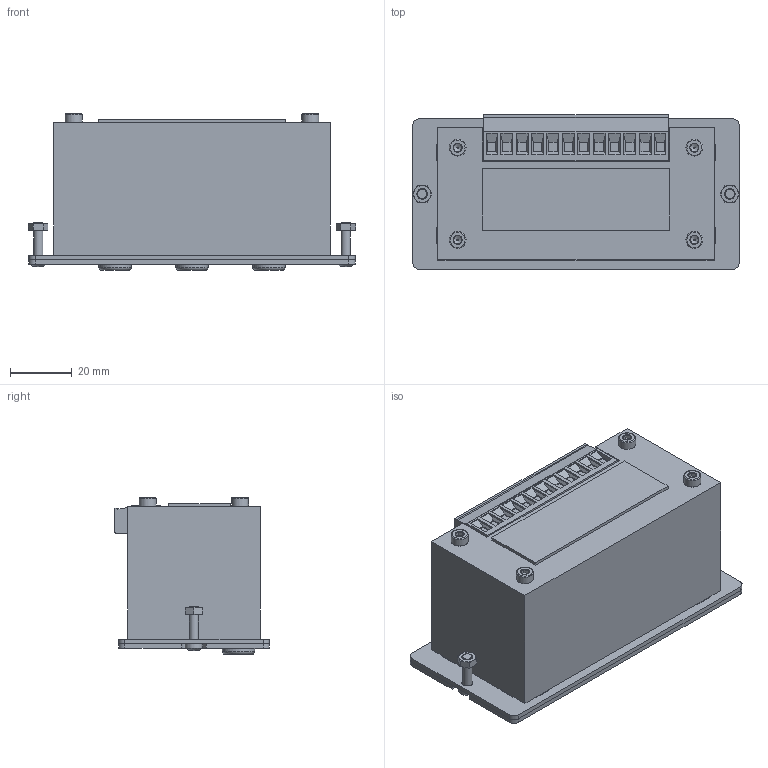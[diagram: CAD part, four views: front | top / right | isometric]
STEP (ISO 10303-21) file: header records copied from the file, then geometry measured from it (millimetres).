
FILE_DESCRIPTION(('FreeCAD Model'),'2;1');
FILE_NAME('Open CASCADE Shape Model','2023-03-20T13:21:09',(''),(''), 'Open CASCADE STEP processor 7.6','FreeCAD','Unknown');
FILE_SCHEMA(('AUTOMOTIVE_DESIGN { 1 0 10303 214 1 1 1 1 }'));
Length unit declared in the file: millimetre
Products named in the file (25): ZV300_wo_holder; PCHSN-10-004; PCHSN-10-003; PCHSN-20-003; PCHSN-10-001; PCHSN-10-002; PCHSN-20-001; PCHSN-20-002; 2EDGK-5.0; PCHSN-20-004; Z010-4_001; Z010_nut_001; zv300p_001; Z010-4_002; Z010-4_003; Z010_nut_003; zv300m_001; sticker_back_001; M3x8-Screw; Z010_nut_002; M3-Nut; box_wo_holder_Body_001; M3x12-Screw; sticker_front2_Body_001; panel4_FrontPanel_001
Assembly tree (29 placements, depth 2):
  ZV300_wo_holder
    PCHSN-10-004
    PCHSN-10-003
    PCHSN-20-003
    PCHSN-10-001
    PCHSN-10-002
    PCHSN-20-001
    PCHSN-20-002
    2EDGK-5.0
    PCHSN-20-004
    Z010-4_001
    Z010_nut_001
    zv300p_001
    Z010-4_002
    Z010-4_003
    Z010_nut_003
    zv300m_001
    sticker_back_001
    M3x8-Screw  x4
    Z010_nut_002
    M3-Nut  x2
    box_wo_holder_Body_001
    M3x12-Screw  x2
    sticker_front2_Body_001
    panel4_FrontPanel_001
Bounding box: 106.35 x 50.25 x 51 mm (x, y, z)
Volume: 71723.5 mm3; surface area: 93990.6 mm2
Topology: 62 solids, 68 shells, 3654 faces, 9487 edges, 6194 vertices
Faces by surface type: plane 2669, cylinder 573, cone 185, bspline 124, torus 58, revolution 18, sphere 17, extrusion 10
Full cylindrical faces by diameter (mm): 0.6 x8, 1 x8, 2.459 x10, 2.6 x3, 2.8 x3, 3 x18, 3.2 x12, 3.5 x4, 4 x4, 4.41 x3, 4.5 x3, 4.9 x7, 5 x3, 5.2 x6, 5.5 x10, 5.6 x8, 6 x6, 6.3 x2, 7 x3, 8 x16, 10 x5, 10.5 x3
Entity records: 288548 total; most frequent: CARTESIAN_POINT 91070, DIRECTION 33114, VECTOR 22042, LINE 22032, ORIENTED_EDGE 18456, PCURVE 18456, DEFINITIONAL_REPRESENTATION 18456, EDGE_CURVE 9228
